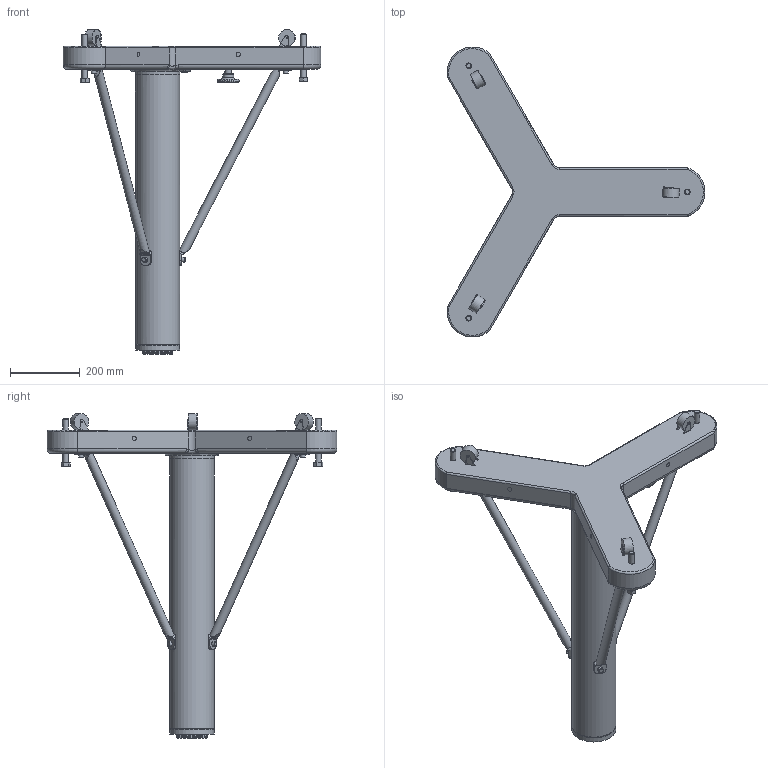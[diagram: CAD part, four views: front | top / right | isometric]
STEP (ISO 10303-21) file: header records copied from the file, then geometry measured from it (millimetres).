
FILE_DESCRIPTION (( 'STEP AP203' ), '1' );
FILE_NAME ('230-F-36.STEP', '2012-12-10T19:26:43', ( 'Eric' ), ( '' ), 'SwSTEP 2.0', 'SolidWorks 2012', '' );
FILE_SCHEMA (( 'CONFIG_CONTROL_DESIGN' ));
Length unit declared in the file: inch
Products named in the file (1): 230-F-36
Bounding box: 741.42 x 833.48 x 933.75 mm (x, y, z)
Volume: 23591073.9 mm3; surface area: 1065981.6 mm2
Topology: 1 solids, 1 shells, 728 faces, 1622 edges, 938 vertices
Faces by surface type: plane 535, cylinder 122, cone 36, torus 25, bspline 9, sphere 1
Full cylindrical faces by diameter (mm): 3.175 x6, 14.287 x3, 14.288 x3, 15.875 x6, 19.05 x1, 25.4 x3, 31.75 x1, 46.99 x3, 83.414 x2, 127 x3
Entity records: 21539 total; most frequent: CARTESIAN_POINT 6385, ORIENTED_EDGE 3100, DIRECTION 2915, EDGE_CURVE 1550, VECTOR 995, LINE 995, AXIS2_PLACEMENT_3D 960, VERTEX_POINT 920
